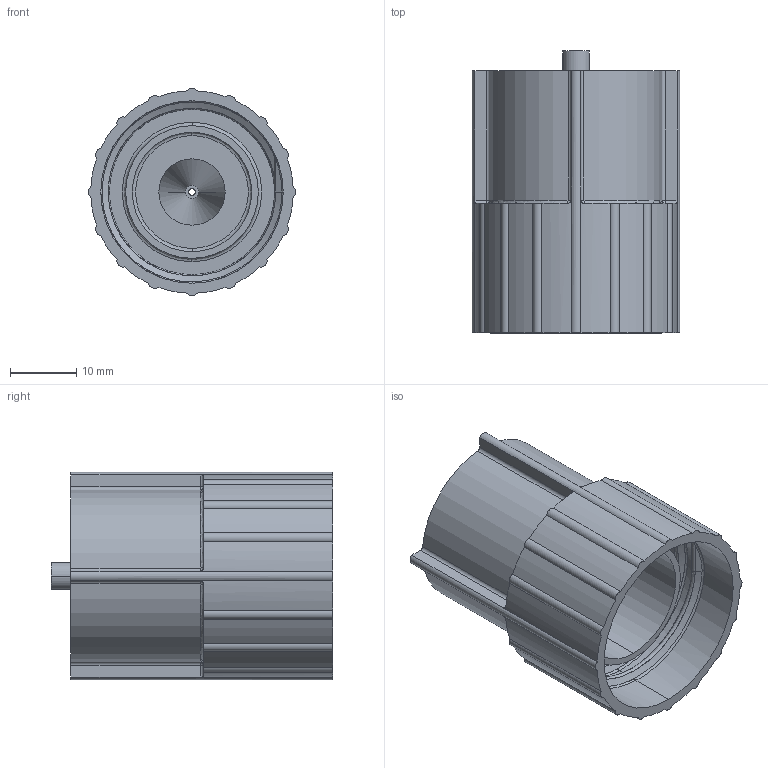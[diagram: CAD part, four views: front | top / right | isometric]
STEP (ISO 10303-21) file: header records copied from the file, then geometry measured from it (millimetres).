
FILE_DESCRIPTION(('FreeCAD Model'),'2;1');
FILE_NAME( 'capre_cap_adapter.step' ,'2019-06-21T16:10:32',(''),(''),'Open CASCADE STEP processor 7.2', 'FreeCAD','Unknown');
FILE_SCHEMA(('CONFIG_CONTROL_DESIGN','SHAPE_APPEARANCE_LAYER_MIM'));
Length unit declared in the file: millimetre
Products named in the file (1): capre_cap_adapter
Bounding box: 31.27 x 42.5 x 31.27 mm (x, y, z)
Surface area: 10527.2 mm2 (no closed solid volume)
Topology: 0 solids, 140 shells, 140 faces, 672 edges, 672 vertices
Faces by surface type: revolution 95, bspline 43, extrusion 2
Entity records: 13292 total; most frequent: CARTESIAN_POINT 6062, DIRECTION 1124, ORIENTED_EDGE 672, EDGE_CURVE 672, VERTEX_POINT 672, AXIS2_PLACEMENT_3D 367, CIRCLE 366, VECTOR 295
